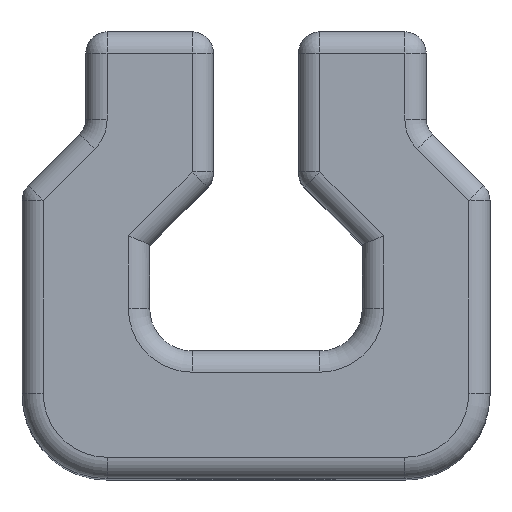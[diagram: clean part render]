
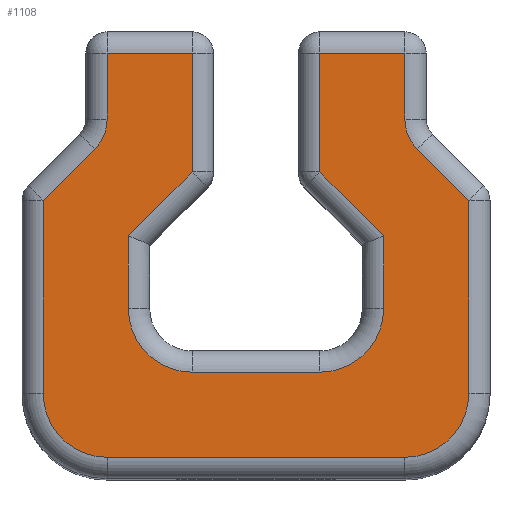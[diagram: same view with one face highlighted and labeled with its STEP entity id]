
A CAD part, top view. The second image highlights one B-rep face of the part: STEP entity #1108.
In plain terms, the highlighted planar face has unit normal (0, 0, 1).
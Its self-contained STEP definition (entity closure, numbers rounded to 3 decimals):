
#81=PLANE('',#1272);
#147=FACE_OUTER_BOUND('',#221,.T.);
#221=EDGE_LOOP('',(#992,#993,#994,#995,#996,#997,#998,#999,#1000,#1001,
#1002,#1003,#1004,#1005,#1006,#1007,#1008,#1009,#1010,#1011,#1012,#1013));
#246=LINE('',#1743,#330);
#252=LINE('',#1772,#336);
#257=LINE('',#1791,#341);
#261=LINE('',#1815,#345);
#266=LINE('',#1844,#350);
#270=LINE('',#1860,#354);
#272=LINE('',#1863,#356);
#274=LINE('',#1866,#358);
#276=LINE('',#1878,#360);
#278=LINE('',#1887,#362);
#280=LINE('',#1890,#364);
#282=LINE('',#1896,#366);
#284=LINE('',#1906,#368);
#285=LINE('',#1914,#369);
#287=LINE('',#1917,#371);
#289=LINE('',#1920,#373);
#330=VECTOR('',#1377,10.);
#336=VECTOR('',#1409,10.);
#341=VECTOR('',#1428,10.);
#345=VECTOR('',#1452,10.);
#350=VECTOR('',#1485,10.);
#354=VECTOR('',#1503,10.);
#356=VECTOR('',#1507,10.);
#358=VECTOR('',#1511,10.);
#360=VECTOR('',#1525,10.);
#362=VECTOR('',#1537,10.);
#364=VECTOR('',#1541,10.);
#366=VECTOR('',#1547,10.);
#368=VECTOR('',#1561,10.);
#369=VECTOR('',#1572,10.);
#371=VECTOR('',#1576,10.);
#373=VECTOR('',#1580,10.);
#417=CIRCLE('',#1166,2.);
#438=CIRCLE('',#1201,2.);
#454=CIRCLE('',#1231,3.);
#458=CIRCLE('',#1237,3.);
#462=CIRCLE('',#1245,3.);
#466=CIRCLE('',#1251,3.);
#489=VERTEX_POINT('',#1703);
#494=VERTEX_POINT('',#1716);
#496=VERTEX_POINT('',#1720);
#500=VERTEX_POINT('',#1731);
#505=VERTEX_POINT('',#1747);
#510=VERTEX_POINT('',#1760);
#515=VERTEX_POINT('',#1776);
#520=VERTEX_POINT('',#1790);
#522=VERTEX_POINT('',#1795);
#524=VERTEX_POINT('',#1799);
#529=VERTEX_POINT('',#1812);
#530=VERTEX_POINT('',#1814);
#532=VERTEX_POINT('',#1819);
#537=VERTEX_POINT('',#1832);
#542=VERTEX_POINT('',#1848);
#547=VERTEX_POINT('',#1870);
#549=VERTEX_POINT('',#1876);
#551=VERTEX_POINT('',#1882);
#553=VERTEX_POINT('',#1894);
#554=VERTEX_POINT('',#1899);
#555=VERTEX_POINT('',#1904);
#557=VERTEX_POINT('',#1909);
#597=EDGE_CURVE('',#496,#494,#417,.T.);
#607=EDGE_CURVE('',#489,#500,#246,.T.);
#621=EDGE_CURVE('',#500,#510,#252,.T.);
#630=EDGE_CURVE('',#510,#520,#257,.T.);
#635=EDGE_CURVE('',#524,#522,#438,.T.);
#641=EDGE_CURVE('',#529,#530,#261,.T.);
#655=EDGE_CURVE('',#530,#537,#266,.T.);
#663=EDGE_CURVE('',#537,#542,#270,.T.);
#665=EDGE_CURVE('',#542,#532,#272,.T.);
#667=EDGE_CURVE('',#532,#524,#274,.T.);
#670=EDGE_CURVE('',#547,#529,#454,.T.);
#673=EDGE_CURVE('',#549,#547,#276,.T.);
#676=EDGE_CURVE('',#551,#549,#458,.T.);
#678=EDGE_CURVE('',#520,#551,#278,.T.);
#680=EDGE_CURVE('',#522,#515,#280,.T.);
#683=EDGE_CURVE('',#553,#505,#282,.T.);
#686=EDGE_CURVE('',#554,#553,#462,.T.);
#689=EDGE_CURVE('',#555,#554,#284,.T.);
#691=EDGE_CURVE('',#557,#555,#466,.T.);
#693=EDGE_CURVE('',#515,#557,#285,.T.);
#695=EDGE_CURVE('',#505,#496,#287,.T.);
#697=EDGE_CURVE('',#494,#489,#289,.T.);
#992=ORIENTED_EDGE('',*,*,#683,.F.);
#993=ORIENTED_EDGE('',*,*,#686,.F.);
#994=ORIENTED_EDGE('',*,*,#689,.F.);
#995=ORIENTED_EDGE('',*,*,#691,.F.);
#996=ORIENTED_EDGE('',*,*,#693,.F.);
#997=ORIENTED_EDGE('',*,*,#680,.F.);
#998=ORIENTED_EDGE('',*,*,#635,.F.);
#999=ORIENTED_EDGE('',*,*,#667,.F.);
#1000=ORIENTED_EDGE('',*,*,#665,.F.);
#1001=ORIENTED_EDGE('',*,*,#663,.F.);
#1002=ORIENTED_EDGE('',*,*,#655,.F.);
#1003=ORIENTED_EDGE('',*,*,#641,.F.);
#1004=ORIENTED_EDGE('',*,*,#670,.F.);
#1005=ORIENTED_EDGE('',*,*,#673,.F.);
#1006=ORIENTED_EDGE('',*,*,#676,.F.);
#1007=ORIENTED_EDGE('',*,*,#678,.F.);
#1008=ORIENTED_EDGE('',*,*,#630,.F.);
#1009=ORIENTED_EDGE('',*,*,#621,.F.);
#1010=ORIENTED_EDGE('',*,*,#607,.F.);
#1011=ORIENTED_EDGE('',*,*,#697,.F.);
#1012=ORIENTED_EDGE('',*,*,#597,.F.);
#1013=ORIENTED_EDGE('',*,*,#695,.F.);
#1108=ADVANCED_FACE('',(#147),#81,.T.);
#1166=AXIS2_PLACEMENT_3D('',#1722,#1353,#1354);
#1201=AXIS2_PLACEMENT_3D('',#1801,#1439,#1440);
#1231=AXIS2_PLACEMENT_3D('',#1872,#1517,#1518);
#1237=AXIS2_PLACEMENT_3D('',#1884,#1531,#1532);
#1245=AXIS2_PLACEMENT_3D('',#1901,#1553,#1554);
#1251=AXIS2_PLACEMENT_3D('',#1911,#1566,#1567);
#1272=AXIS2_PLACEMENT_3D('',#1967,#1635,#1636);
#1353=DIRECTION('center_axis',(0.,0.,1.));
#1354=DIRECTION('ref_axis',(0.924,-0.383,0.));
#1377=DIRECTION('',(1.,0.,0.));
#1409=DIRECTION('',(0.,-1.,0.));
#1428=DIRECTION('',(-0.707,-0.707,0.));
#1439=DIRECTION('center_axis',(0.,0.,1.));
#1440=DIRECTION('ref_axis',(-0.924,-0.383,0.));
#1452=DIRECTION('',(0.,1.,0.));
#1485=DIRECTION('',(-0.707,0.707,0.));
#1503=DIRECTION('',(0.,1.,0.));
#1507=DIRECTION('',(1.,0.,0.));
#1511=DIRECTION('',(0.,-1.,0.));
#1517=DIRECTION('center_axis',(0.,0.,1.));
#1518=DIRECTION('ref_axis',(0.707,-0.707,0.));
#1525=DIRECTION('',(1.,0.,0.));
#1531=DIRECTION('center_axis',(0.,0.,1.));
#1532=DIRECTION('ref_axis',(-0.707,-0.707,0.));
#1537=DIRECTION('',(0.,-1.,0.));
#1541=DIRECTION('',(0.707,-0.707,0.));
#1547=DIRECTION('',(0.,1.,0.));
#1553=DIRECTION('center_axis',(0.,0.,-1.));
#1554=DIRECTION('ref_axis',(-0.707,-0.707,0.));
#1561=DIRECTION('',(-1.,0.,0.));
#1566=DIRECTION('center_axis',(0.,0.,-1.));
#1567=DIRECTION('ref_axis',(0.707,-0.707,0.));
#1572=DIRECTION('',(0.,-1.,0.));
#1576=DIRECTION('',(0.707,0.707,0.));
#1580=DIRECTION('',(0.,1.,0.));
#1635=DIRECTION('center_axis',(0.,0.,1.));
#1636=DIRECTION('ref_axis',(1.,0.,0.));
#1703=CARTESIAN_POINT('',(4.,20.,42.));
#1716=CARTESIAN_POINT('',(4.,16.899,42.));
#1720=CARTESIAN_POINT('',(3.414,15.485,42.));
#1722=CARTESIAN_POINT('Origin',(2.,16.899,42.));
#1731=CARTESIAN_POINT('',(8.,20.,42.));
#1743=CARTESIAN_POINT('',(10.,20.,42.));
#1747=CARTESIAN_POINT('',(1.,13.071,42.));
#1760=CARTESIAN_POINT('',(8.,14.414,42.));
#1772=CARTESIAN_POINT('',(8.,12.069,42.));
#1776=CARTESIAN_POINT('',(21.,13.071,42.));
#1790=CARTESIAN_POINT('',(5.,11.414,42.));
#1791=CARTESIAN_POINT('',(6.327,12.741,42.));
#1795=CARTESIAN_POINT('',(18.586,15.485,42.));
#1799=CARTESIAN_POINT('',(18.,16.899,42.));
#1801=CARTESIAN_POINT('Origin',(20.,16.899,42.));
#1812=CARTESIAN_POINT('',(17.,8.,42.));
#1814=CARTESIAN_POINT('',(17.,11.414,42.));
#1815=CARTESIAN_POINT('',(17.,10.569,42.));
#1819=CARTESIAN_POINT('',(18.,20.,42.));
#1832=CARTESIAN_POINT('',(14.,14.414,42.));
#1844=CARTESIAN_POINT('',(14.173,14.241,42.));
#1848=CARTESIAN_POINT('',(14.,20.,42.));
#1860=CARTESIAN_POINT('',(14.,15.569,42.));
#1863=CARTESIAN_POINT('',(15.,20.,42.));
#1866=CARTESIAN_POINT('',(18.,13.311,42.));
#1870=CARTESIAN_POINT('',(14.,5.,42.));
#1872=CARTESIAN_POINT('Origin',(14.,8.,42.));
#1876=CARTESIAN_POINT('',(8.,5.,42.));
#1878=CARTESIAN_POINT('',(13.5,5.,42.));
#1882=CARTESIAN_POINT('',(5.,8.,42.));
#1884=CARTESIAN_POINT('Origin',(8.,8.,42.));
#1887=CARTESIAN_POINT('',(5.,8.069,42.));
#1890=CARTESIAN_POINT('',(19.38,14.691,42.));
#1894=CARTESIAN_POINT('',(1.,4.,42.));
#1896=CARTESIAN_POINT('',(1.,11.811,42.));
#1899=CARTESIAN_POINT('',(4.,1.,42.));
#1901=CARTESIAN_POINT('Origin',(4.,4.,42.));
#1904=CARTESIAN_POINT('',(18.,1.,42.));
#1906=CARTESIAN_POINT('',(5.5,1.,42.));
#1909=CARTESIAN_POINT('',(21.,4.,42.));
#1911=CARTESIAN_POINT('Origin',(18.,4.,42.));
#1914=CARTESIAN_POINT('',(21.,5.069,42.));
#1917=CARTESIAN_POINT('',(4.12,16.191,42.));
#1920=CARTESIAN_POINT('',(4.,15.569,42.));
#1967=CARTESIAN_POINT('Origin',(11.,10.137,42.));
